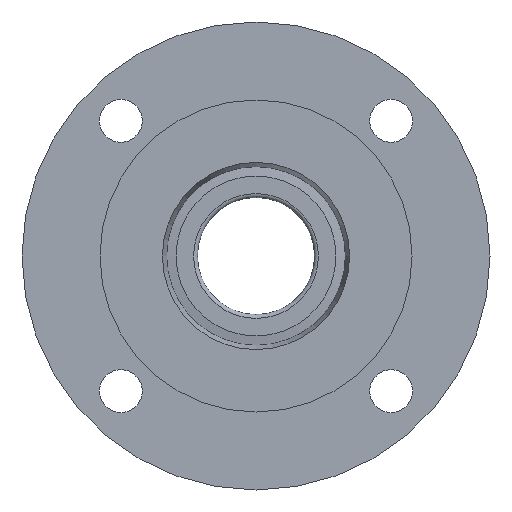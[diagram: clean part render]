
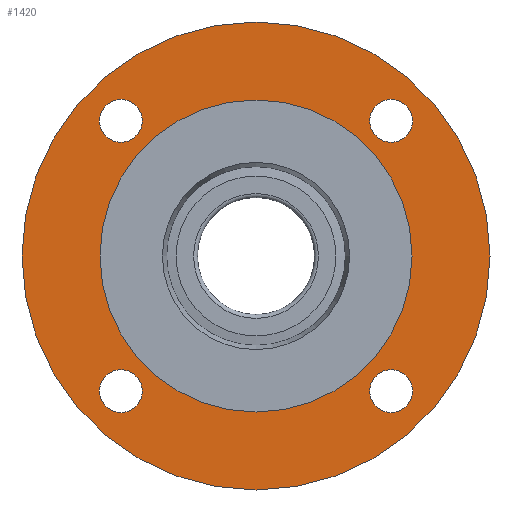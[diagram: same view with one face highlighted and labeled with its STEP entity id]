
A CAD part, left-side view. The second image highlights one B-rep face of the part: STEP entity #1420.
In plain terms, the highlighted planar face has unit normal (-1, 0, 0).
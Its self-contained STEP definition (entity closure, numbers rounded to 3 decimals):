
#77=FACE_BOUND('',#320,.T.);
#78=FACE_BOUND('',#321,.T.);
#79=FACE_BOUND('',#322,.T.);
#80=FACE_BOUND('',#323,.T.);
#81=FACE_BOUND('',#324,.T.);
#116=PLANE('',#1605);
#212=FACE_OUTER_BOUND('',#319,.T.);
#319=EDGE_LOOP('',(#1105));
#320=EDGE_LOOP('',(#1106));
#321=EDGE_LOOP('',(#1107));
#322=EDGE_LOOP('',(#1108));
#323=EDGE_LOOP('',(#1109));
#324=EDGE_LOOP('',(#1110));
#591=CIRCLE('',#1567,5.5);
#595=CIRCLE('',#1574,5.5);
#599=CIRCLE('',#1581,5.5);
#603=CIRCLE('',#1588,5.5);
#611=CIRCLE('',#1603,40.);
#613=CIRCLE('',#1606,60.);
#704=VERTEX_POINT('',#2335);
#708=VERTEX_POINT('',#2348);
#712=VERTEX_POINT('',#2361);
#716=VERTEX_POINT('',#2374);
#724=VERTEX_POINT('',#2402);
#726=VERTEX_POINT('',#2408);
#834=EDGE_CURVE('',#704,#704,#591,.T.);
#840=EDGE_CURVE('',#708,#708,#595,.T.);
#846=EDGE_CURVE('',#712,#712,#599,.T.);
#852=EDGE_CURVE('',#716,#716,#603,.T.);
#864=EDGE_CURVE('',#724,#724,#611,.T.);
#867=EDGE_CURVE('',#726,#726,#613,.T.);
#1105=ORIENTED_EDGE('',*,*,#867,.F.);
#1106=ORIENTED_EDGE('',*,*,#834,.T.);
#1107=ORIENTED_EDGE('',*,*,#840,.T.);
#1108=ORIENTED_EDGE('',*,*,#846,.T.);
#1109=ORIENTED_EDGE('',*,*,#852,.T.);
#1110=ORIENTED_EDGE('',*,*,#864,.T.);
#1420=ADVANCED_FACE('',(#212,#77,#78,#79,#80,#81),#116,.T.);
#1567=AXIS2_PLACEMENT_3D('',#2337,#1832,#1833);
#1574=AXIS2_PLACEMENT_3D('',#2350,#1848,#1849);
#1581=AXIS2_PLACEMENT_3D('',#2363,#1864,#1865);
#1588=AXIS2_PLACEMENT_3D('',#2376,#1880,#1881);
#1603=AXIS2_PLACEMENT_3D('',#2403,#1914,#1915);
#1605=AXIS2_PLACEMENT_3D('',#2407,#1919,#1920);
#1606=AXIS2_PLACEMENT_3D('',#2409,#1921,#1922);
#1832=DIRECTION('center_axis',(1.,0.,0.));
#1833=DIRECTION('ref_axis',(0.,0.,-1.));
#1848=DIRECTION('center_axis',(1.,0.,0.));
#1849=DIRECTION('ref_axis',(0.,0.,-1.));
#1864=DIRECTION('center_axis',(1.,0.,0.));
#1865=DIRECTION('ref_axis',(0.,0.,-1.));
#1880=DIRECTION('center_axis',(1.,0.,0.));
#1881=DIRECTION('ref_axis',(0.,0.,-1.));
#1914=DIRECTION('center_axis',(1.,0.,0.));
#1915=DIRECTION('ref_axis',(0.,0.,-1.));
#1919=DIRECTION('center_axis',(-1.,0.,0.));
#1920=DIRECTION('ref_axis',(0.,0.,1.));
#1921=DIRECTION('center_axis',(1.,0.,0.));
#1922=DIRECTION('ref_axis',(0.,0.,-1.));
#2335=CARTESIAN_POINT('',(22.,-34.648,-29.148));
#2337=CARTESIAN_POINT('Origin',(22.,-34.648,-34.648));
#2348=CARTESIAN_POINT('',(22.,-34.648,40.148));
#2350=CARTESIAN_POINT('Origin',(22.,-34.648,34.648));
#2361=CARTESIAN_POINT('',(22.,34.648,-29.148));
#2363=CARTESIAN_POINT('Origin',(22.,34.648,-34.648));
#2374=CARTESIAN_POINT('',(22.,34.648,40.148));
#2376=CARTESIAN_POINT('Origin',(22.,34.648,34.648));
#2402=CARTESIAN_POINT('',(22.,-40.,0.));
#2403=CARTESIAN_POINT('Origin',(22.,0.,0.));
#2407=CARTESIAN_POINT('Origin',(22.,60.,0.));
#2408=CARTESIAN_POINT('',(22.,-60.,0.));
#2409=CARTESIAN_POINT('Origin',(22.,0.,0.));
